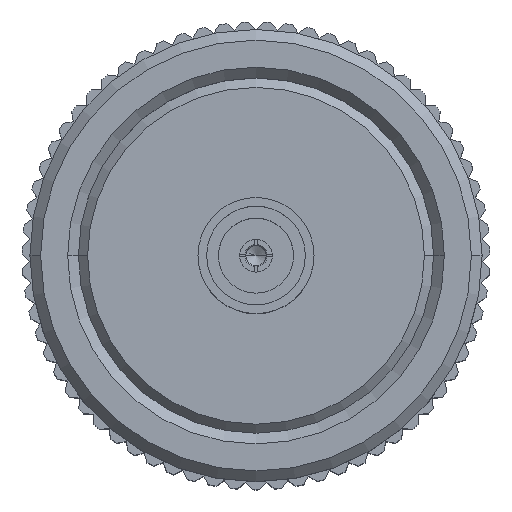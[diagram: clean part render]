
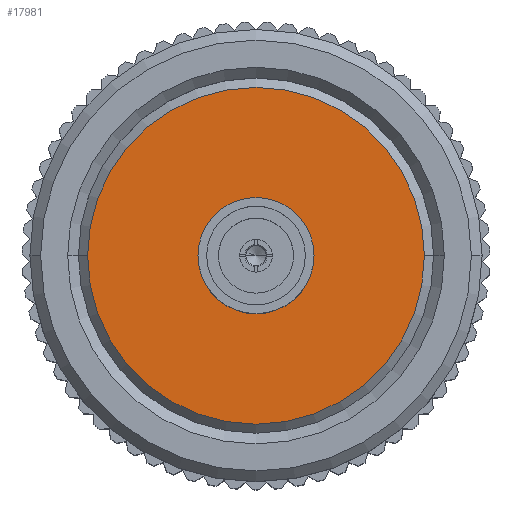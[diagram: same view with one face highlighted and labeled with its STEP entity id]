
A CAD part, top view. The second image highlights one B-rep face of the part: STEP entity #17981.
In plain terms, the highlighted planar face has unit normal (0, 0, 1).
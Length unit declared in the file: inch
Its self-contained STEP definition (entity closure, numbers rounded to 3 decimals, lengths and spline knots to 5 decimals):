
#167 = AXIS2_PLACEMENT_3D ( 'NONE', #2830, #14203, #18716 ) ;
#327 = DIRECTION ( 'NONE',  ( 1., 0., 0. ) ) ;
#823 = AXIS2_PLACEMENT_3D ( 'NONE', #4423, #6051, #7515 ) ;
#1033 = DIRECTION ( 'NONE',  ( 0., 0., 1. ) ) ;
#1185 = AXIS2_PLACEMENT_3D ( 'NONE', #1592, #6008, #18637 ) ;
#1460 = CIRCLE ( 'NONE', #823, 0.30899 ) ;
#1592 = CARTESIAN_POINT ( 'NONE',  ( 0.14606, 0.032, 2.14134 ) ) ;
#2830 = CARTESIAN_POINT ( 'NONE',  ( 0.14606, 0.032, 2.14134 ) ) ;
#2855 = VERTEX_POINT ( 'NONE', #13990 ) ;
#3443 = ORIENTED_EDGE ( 'NONE', *, *, #19664, .F. ) ;
#3997 = FACE_BOUND ( 'NONE', #18176, .T. ) ;
#4131 = ORIENTED_EDGE ( 'NONE', *, *, #19037, .F. ) ;
#4423 = CARTESIAN_POINT ( 'NONE',  ( 0.14606, 0.032, 2.14134 ) ) ;
#5497 = DIRECTION ( 'NONE',  ( 0., 0., 1. ) ) ;
#6008 = DIRECTION ( 'NONE',  ( 0., 0., 1. ) ) ;
#6051 = DIRECTION ( 'NONE',  ( 0., 0., -1. ) ) ;
#7059 = CARTESIAN_POINT ( 'NONE',  ( 0.14606, 0.032, 2.14134 ) ) ;
#7515 = DIRECTION ( 'NONE',  ( 1., 0., 0. ) ) ;
#8539 = CARTESIAN_POINT ( 'NONE',  ( 0.45506, 0.032, 2.14134 ) ) ;
#8902 = EDGE_LOOP ( 'NONE', ( #4131, #3443 ) ) ;
#9177 = DIRECTION ( 'NONE',  ( 1., 0., 0. ) ) ;
#9894 = ORIENTED_EDGE ( 'NONE', *, *, #15072, .F. ) ;
#10451 = VERTEX_POINT ( 'NONE', #8539 ) ;
#10736 = CARTESIAN_POINT ( 'NONE',  ( 0.14606, 0.032, 2.14134 ) ) ;
#11195 = CARTESIAN_POINT ( 'NONE',  ( 0.03957, 0.032, 2.14134 ) ) ;
#11829 = PLANE ( 'NONE',  #19337 ) ;
#12769 = CARTESIAN_POINT ( 'NONE',  ( 0.25256, 0.032, 2.14134 ) ) ;
#13436 = CIRCLE ( 'NONE', #1185, 0.1065 ) ;
#13990 = CARTESIAN_POINT ( 'NONE',  ( -0.16293, 0.032, 2.14134 ) ) ;
#14203 = DIRECTION ( 'NONE',  ( 0., 0., -1. ) ) ;
#14756 = CIRCLE ( 'NONE', #167, 0.30899 ) ;
#15072 = EDGE_CURVE ( 'NONE', #19200, #18839, #13436, .T. ) ;
#15488 = EDGE_CURVE ( 'NONE', #18839, #19200, #19117, .T. ) ;
#17981 = ADVANCED_FACE ( 'NONE', ( #18129, #3997 ), #11829, .T. ) ;
#18068 = ORIENTED_EDGE ( 'NONE', *, *, #15488, .F. ) ;
#18129 = FACE_OUTER_BOUND ( 'NONE', #8902, .T. ) ;
#18176 = EDGE_LOOP ( 'NONE', ( #9894, #18068 ) ) ;
#18637 = DIRECTION ( 'NONE',  ( 1., 0., 0. ) ) ;
#18716 = DIRECTION ( 'NONE',  ( 1., 0., 0. ) ) ;
#18839 = VERTEX_POINT ( 'NONE', #12769 ) ;
#19037 = EDGE_CURVE ( 'NONE', #2855, #10451, #1460, .T. ) ;
#19117 = CIRCLE ( 'NONE', #19808, 0.1065 ) ;
#19200 = VERTEX_POINT ( 'NONE', #11195 ) ;
#19337 = AXIS2_PLACEMENT_3D ( 'NONE', #7059, #5497, #327 ) ;
#19664 = EDGE_CURVE ( 'NONE', #10451, #2855, #14756, .T. ) ;
#19808 = AXIS2_PLACEMENT_3D ( 'NONE', #10736, #1033, #9177 ) ;
